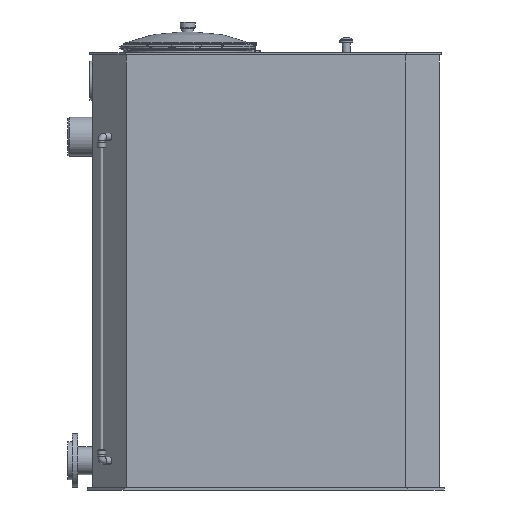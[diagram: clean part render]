
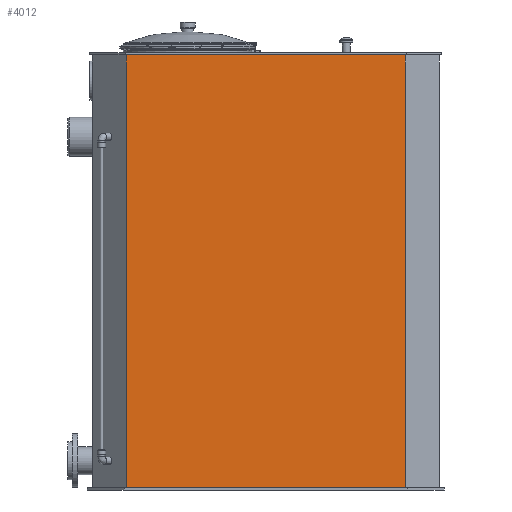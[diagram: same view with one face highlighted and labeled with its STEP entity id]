
A CAD part, front view. The second image highlights one B-rep face of the part: STEP entity #4012.
In plain terms, the highlighted planar face has unit normal (0, -1, 0).
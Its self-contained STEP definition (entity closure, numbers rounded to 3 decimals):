
#252=LINE('',#6390,#545);
#269=LINE('',#6423,#562);
#280=LINE('',#6446,#573);
#282=LINE('',#6449,#575);
#545=VECTOR('',#5303,10.);
#562=VECTOR('',#5338,10.);
#573=VECTOR('',#5361,10.);
#575=VECTOR('',#5365,10.);
#836=PLANE('',#4441);
#1207=FACE_OUTER_BOUND('',#1572,.T.);
#1572=EDGE_LOOP('',(#3418,#3419,#3420,#3421));
#2092=VERTEX_POINT('',#6386);
#2094=VERTEX_POINT('',#6389);
#2101=VERTEX_POINT('',#6421);
#2107=VERTEX_POINT('',#6445);
#2545=EDGE_CURVE('',#2094,#2092,#252,.T.);
#2562=EDGE_CURVE('',#2101,#2092,#269,.T.);
#2573=EDGE_CURVE('',#2107,#2094,#280,.T.);
#2575=EDGE_CURVE('',#2107,#2101,#282,.T.);
#3418=ORIENTED_EDGE('',*,*,#2545,.T.);
#3419=ORIENTED_EDGE('',*,*,#2562,.F.);
#3420=ORIENTED_EDGE('',*,*,#2575,.F.);
#3421=ORIENTED_EDGE('',*,*,#2573,.T.);
#4012=ADVANCED_FACE('',(#1207),#836,.T.);
#4441=AXIS2_PLACEMENT_3D('',#6448,#5363,#5364);
#5303=DIRECTION('',(-1.,0.,0.));
#5338=DIRECTION('',(0.,0.,1.));
#5361=DIRECTION('',(0.,0.,1.));
#5363=DIRECTION('center_axis',(0.,-1.,0.));
#5364=DIRECTION('ref_axis',(0.,0.,1.));
#5365=DIRECTION('',(-1.,0.,0.));
#6386=CARTESIAN_POINT('',(-571.716,-395.,1780.));
#6389=CARTESIAN_POINT('',(571.716,-395.,1780.));
#6390=CARTESIAN_POINT('',(571.716,-395.,1780.));
#6421=CARTESIAN_POINT('',(-571.716,-395.,10.));
#6423=CARTESIAN_POINT('',(-571.716,-395.,10.));
#6445=CARTESIAN_POINT('',(571.716,-395.,10.));
#6446=CARTESIAN_POINT('',(571.716,-395.,10.));
#6448=CARTESIAN_POINT('Origin',(571.716,-395.,10.));
#6449=CARTESIAN_POINT('',(285.858,-395.,10.));
